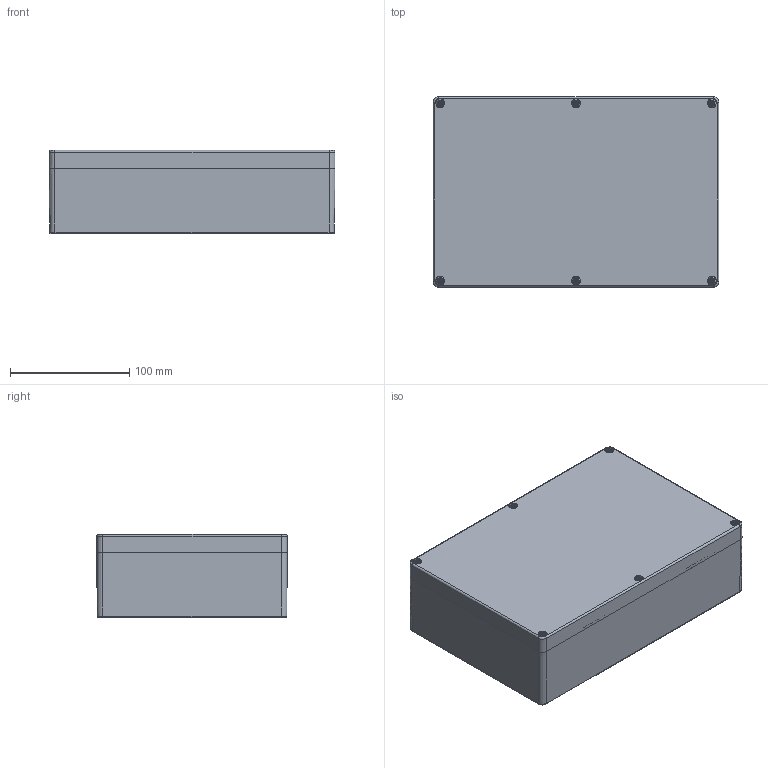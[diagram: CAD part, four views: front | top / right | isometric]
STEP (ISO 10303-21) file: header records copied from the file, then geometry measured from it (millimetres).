
FILE_DESCRIPTION(/* description */ (''),/* implementation_level */ '2;1');
FILE_NAME(/* name */ '0401107030-MBT_241670_VE - Index01.stp',/* time_stamp */ '2025-12-01T12:56:18+01:00',/* author */ ('alexander.rose'),/* organization */ (''),/* preprocessor_version */ 'ST-DEVELOPER v20',/* originating_system */ 'Autodesk Inventor 2025',/* authorisation */ '');
FILE_SCHEMA (('CONFIG_CONTROL_DESIGN'));
Length unit declared in the file: millimetre
Products named in the file (6): 0401107030-MBT_241670_VE - Index01; 0401107032-UT_241655_VE - Index01; 0401107001-OT_241615_VE; xxx-O-Ring--OT--MBM-MBT_241615; Gewindebuchse M4x10,9; 1990000018 Schraube BM4x24_11
Assembly tree (15 placements, depth 2):
  0401107030-MBT_241670_VE - Index01
    0401107032-UT_241655_VE - Index01
    0401107001-OT_241615_VE
    xxx-O-Ring--OT--MBM-MBT_241615
    Gewindebuchse M4x10,9  x6
    1990000018 Schraube BM4x24_11  x6
Bounding box: 240 x 160 x 70.03 mm (x, y, z)
Volume: 411167.6 mm3; surface area: 297264.1 mm2
Topology: 15 solids, 15 shells, 2466 faces, 5994 edges, 3623 vertices
Faces by surface type: plane 901, cylinder 630, cone 546, torus 315, bspline 68, sphere 6
Full cylindrical faces by diameter (mm): 3.242 x6, 3.3 x6, 4 x6, 4.4 x6, 4.5 x10, 4.9 x6, 5.1 x6, 6.8 x6, 7 x6, 7.4 x6, 7.8 x6
Entity records: 34746 total; most frequent: CARTESIAN_POINT 8069, DIRECTION 6008, ORIENTED_EDGE 5332, EDGE_CURVE 2666, AXIS2_PLACEMENT_3D 2462, VERTEX_POINT 1623, CIRCLE 1340, EDGE_LOOP 1225
